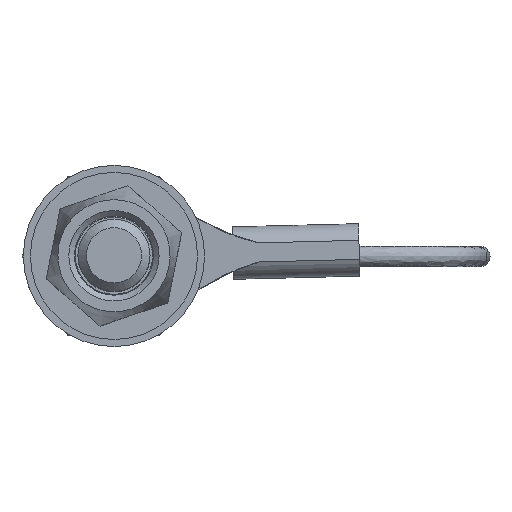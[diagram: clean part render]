
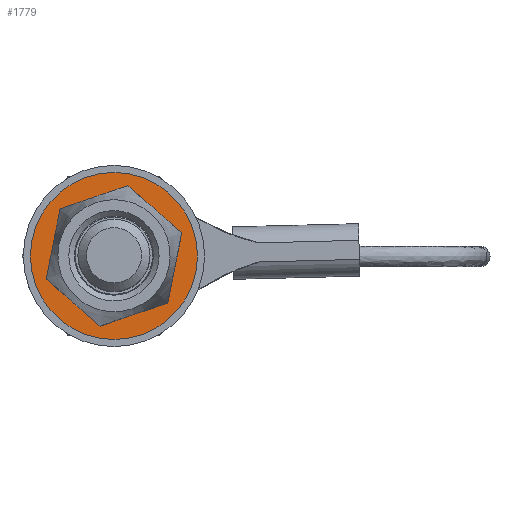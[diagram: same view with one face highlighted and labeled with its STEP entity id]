
A CAD part, top view. The second image highlights one B-rep face of the part: STEP entity #1779.
In plain terms, the highlighted planar face has unit normal (0, 0, 1).
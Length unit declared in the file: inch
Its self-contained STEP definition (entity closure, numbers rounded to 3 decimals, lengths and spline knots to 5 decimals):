
#408 = EDGE_LOOP ( 'NONE', ( #1585 ) ) ;
#459 = EDGE_LOOP ( 'NONE', ( #1645 ) ) ;
#572 = EDGE_CURVE ( 'NONE', #1324, #1324, #2222, .T. ) ;
#576 = EDGE_CURVE ( 'NONE', #1332, #1332, #2227, .T. ) ;
#683 = AXIS2_PLACEMENT_3D ( 'NONE', #1891, #1912, #1913 ) ;
#687 = AXIS2_PLACEMENT_3D ( 'NONE', #1917, #1924, #1925 ) ;
#716 = AXIS2_PLACEMENT_3D ( 'NONE', #958, #963, #964 ) ;
#957 = PLANE ( 'NONE',  #716 ) ;
#958 = CARTESIAN_POINT ( 'NONE',  ( -0.295, 0., 0.649 ) ) ;
#963 = DIRECTION ( 'NONE',  ( 0., 0., -1. ) ) ;
#964 = DIRECTION ( 'NONE',  ( -1., 0., 0. ) ) ;
#1324 = VERTEX_POINT ( 'NONE', #1325 ) ;
#1325 = CARTESIAN_POINT ( 'NONE',  ( 0.295, 0., 0.649 ) ) ;
#1332 = VERTEX_POINT ( 'NONE', #1333 ) ;
#1333 = CARTESIAN_POINT ( 'NONE',  ( 0.1825, 0., 0.649 ) ) ;
#1585 = ORIENTED_EDGE ( 'NONE', *, *, #576, .F. ) ;
#1645 = ORIENTED_EDGE ( 'NONE', *, *, #572, .T. ) ;
#1779 = ADVANCED_FACE ( 'NONE', ( #2284, #2305 ), #957, .F. ) ;
#1891 = CARTESIAN_POINT ( 'NONE',  ( 0., 0., 0.649 ) ) ;
#1912 = DIRECTION ( 'NONE',  ( 0., 0., 1. ) ) ;
#1913 = DIRECTION ( 'NONE',  ( 1., 0., 0. ) ) ;
#1917 = CARTESIAN_POINT ( 'NONE',  ( 0., 0., 0.649 ) ) ;
#1924 = DIRECTION ( 'NONE',  ( 0., 0., 1. ) ) ;
#1925 = DIRECTION ( 'NONE',  ( 1., 0., 0. ) ) ;
#2222 = CIRCLE ( 'NONE', #683, 0.295 ) ;
#2227 = CIRCLE ( 'NONE', #687, 0.1825 ) ;
#2284 = FACE_BOUND ( 'NONE', #408, .T. ) ;
#2305 = FACE_OUTER_BOUND ( 'NONE', #459, .T. ) ;
